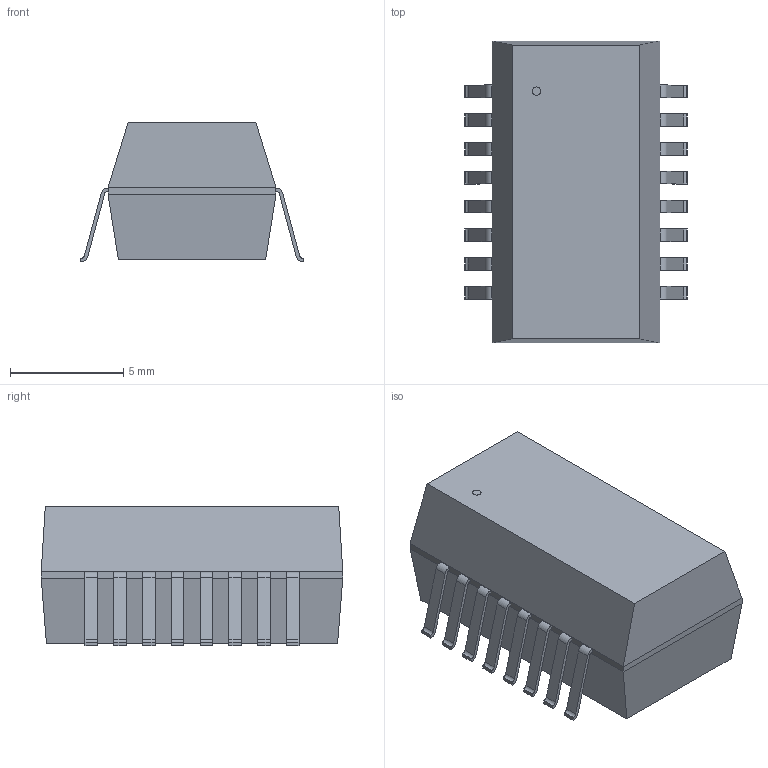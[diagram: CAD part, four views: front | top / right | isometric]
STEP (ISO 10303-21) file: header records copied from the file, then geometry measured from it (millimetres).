
FILE_DESCRIPTION (( 'STEP AP214' ), '1' );
FILE_NAME ('DF06M-E3-45.STEP', '2023-09-22T11:39:05', ( '' ), ( '' ), 'SwSTEP 2.0', 'SolidWorks 2022', '' );
FILE_SCHEMA (( 'AUTOMOTIVE_DESIGN' ));
Length unit declared in the file: millimetre
Products named in the file (1): DF06M-E3-45
Bounding box: 9.8 x 13.31 x 6.15 mm (x, y, z)
Volume: 542.1 mm3; surface area: 483.5 mm2
Topology: 18 solids, 18 shells, 242 faces, 610 edges, 404 vertices
Faces by surface type: plane 176, cylinder 66
Entity records: 7569 total; most frequent: CARTESIAN_POINT 1737, ORIENTED_EDGE 1220, DIRECTION 1068, EDGE_CURVE 610, VERTEX_POINT 404, AXIS2_PLACEMENT_3D 375, LINE 318, VECTOR 318
